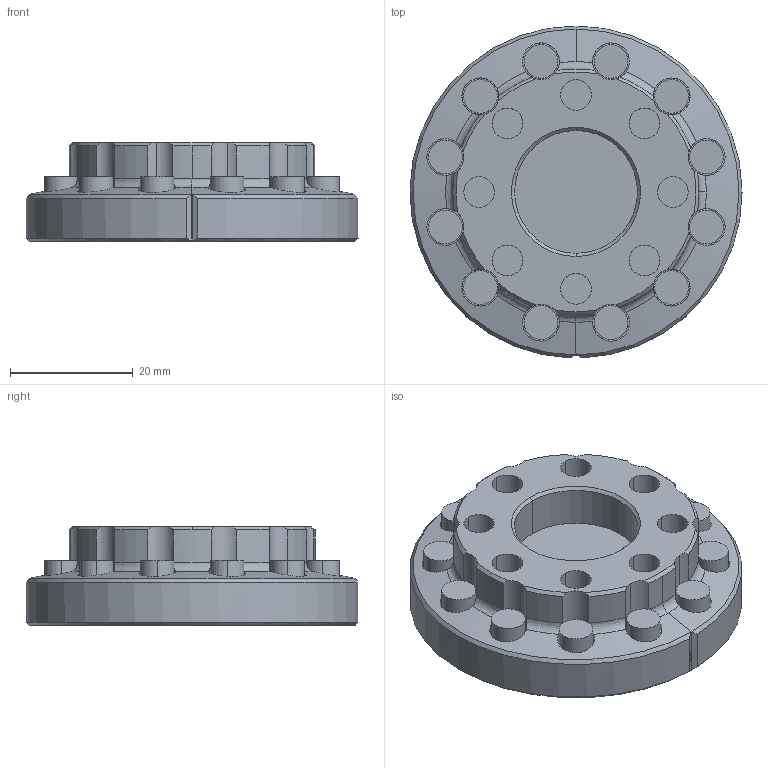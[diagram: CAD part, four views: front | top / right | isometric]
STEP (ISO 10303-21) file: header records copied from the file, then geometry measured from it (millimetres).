
FILE_DESCRIPTION (( 'STEP AP214' ), '1' );
FILE_NAME ('SixthLink.STEP', '2024-03-22T06:31:00', ( '' ), ( '' ), 'SwSTEP 2.0', 'SolidWorks 2022', '' );
FILE_SCHEMA (( 'AUTOMOTIVE_DESIGN' ));
Length unit declared in the file: millimetre
Products named in the file (1): SixthLink
Bounding box: 54 x 53.99 x 16 mm (x, y, z)
Volume: 15993.9 mm3; surface area: 9349.2 mm2
Topology: 1 solids, 1 shells, 157 faces, 393 edges, 260 vertices
Faces by surface type: cylinder 83, plane 38, cone 22, torus 14
Entity records: 5390 total; most frequent: CARTESIAN_POINT 1570, DIRECTION 817, ORIENTED_EDGE 786, EDGE_CURVE 393, AXIS2_PLACEMENT_3D 356, VERTEX_POINT 260, CIRCLE 198, EDGE_LOOP 179
